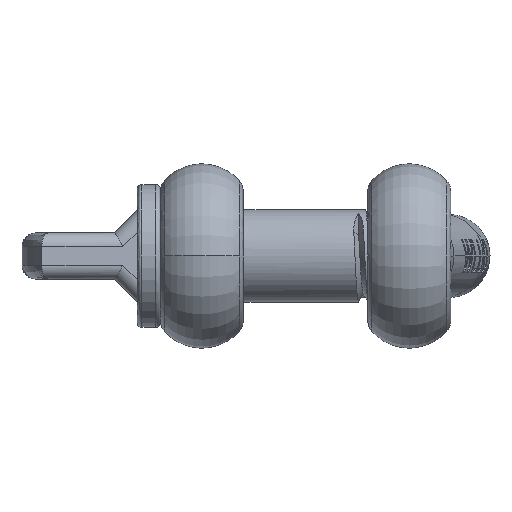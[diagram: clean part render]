
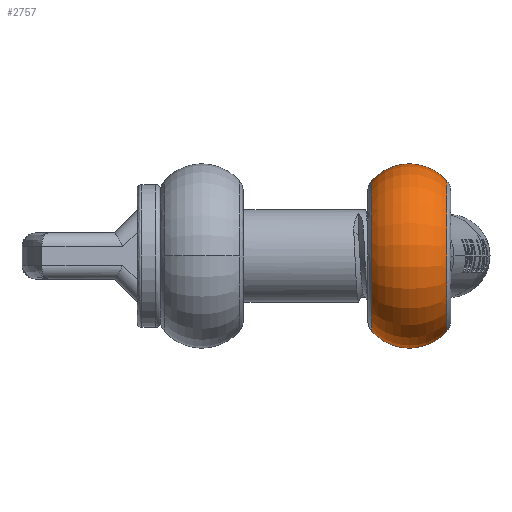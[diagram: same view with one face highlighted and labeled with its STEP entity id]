
A CAD part, front view. The second image highlights one B-rep face of the part: STEP entity #2757.
In plain terms, the highlighted toroidal (fillet/blend) face has major radius 4.6 mm and minor radius 5.4 mm.
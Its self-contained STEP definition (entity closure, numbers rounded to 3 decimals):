
#2757 = ADVANCED_FACE ( 'NONE', ( #6586 ), #6589, .T. ) ;
#2758 = EDGE_LOOP ( 'NONE', ( #3291, #3292, #3295, #3298 ) ) ;
#3047 = VERTEX_POINT ( 'NONE', #8342 ) ;
#3049 = EDGE_CURVE ( 'NONE', #3047, #3050, #8264, .T. ) ;
#3050 = VERTEX_POINT ( 'NONE', #8259 ) ;
#3291 = ORIENTED_EDGE ( 'NONE', *, *, #3049, .F. ) ;
#3292 = ORIENTED_EDGE ( 'NONE', *, *, #3293, .T. ) ;
#3293 = EDGE_CURVE ( 'NONE', #3047, #3294, #12638, .T. ) ;
#3294 = VERTEX_POINT ( 'NONE', #12716 ) ;
#3295 = ORIENTED_EDGE ( 'NONE', *, *, #3296, .T. ) ;
#3296 = EDGE_CURVE ( 'NONE', #3294, #3297, #12715, .T. ) ;
#3297 = VERTEX_POINT ( 'NONE', #12710 ) ;
#3298 = ORIENTED_EDGE ( 'NONE', *, *, #3299, .T. ) ;
#3299 = EDGE_CURVE ( 'NONE', #3297, #3050, #12605, .T. ) ;
#6577 = DIRECTION ( 'NONE',  ( 0., 0., -1. ) ) ;
#6578 = DIRECTION ( 'NONE',  ( 1., 0., 0. ) ) ;
#6580 = CARTESIAN_POINT ( 'NONE',  ( 11.25, 0., 0. ) ) ;
#6582 = AXIS2_PLACEMENT_3D ( 'NONE', #6580, #6578, #6577 ) ;
#6586 = FACE_OUTER_BOUND ( 'NONE', #2758, .T. ) ;
#6589 = TOROIDAL_SURFACE ( 'NONE', #6582, 4.6, 5.4 ) ;
#8259 = CARTESIAN_POINT ( 'NONE',  ( 15.3, 0., 8.172 ) ) ;
#8260 = DIRECTION ( 'NONE',  ( 0., 0., 1. ) ) ;
#8261 = DIRECTION ( 'NONE',  ( 0., 1., 0. ) ) ;
#8262 = CARTESIAN_POINT ( 'NONE',  ( 11.25, 0., 4.6 ) ) ;
#8263 = AXIS2_PLACEMENT_3D ( 'NONE', #8262, #8261, #8260 ) ;
#8264 = CIRCLE ( 'NONE', #8263, 5.4 ) ;
#8342 = CARTESIAN_POINT ( 'NONE',  ( 7.2, 0., 8.172 ) ) ;
#12601 = DIRECTION ( 'NONE',  ( 0., 0., -1. ) ) ;
#12602 = DIRECTION ( 'NONE',  ( -1., 0., 0. ) ) ;
#12603 = CARTESIAN_POINT ( 'NONE',  ( 15.3, 0., 0. ) ) ;
#12604 = AXIS2_PLACEMENT_3D ( 'NONE', #12603, #12602, #12601 ) ;
#12605 = CIRCLE ( 'NONE', #12604, 8.172 ) ;
#12638 = CIRCLE ( 'NONE', #12642, 8.172 ) ;
#12642 = AXIS2_PLACEMENT_3D ( 'NONE', #12719, #12718, #12717 ) ;
#12710 = CARTESIAN_POINT ( 'NONE',  ( 15.3, 0., -8.172 ) ) ;
#12711 = DIRECTION ( 'NONE',  ( 0., 0., -1. ) ) ;
#12712 = DIRECTION ( 'NONE',  ( 0., -1., 0. ) ) ;
#12713 = CARTESIAN_POINT ( 'NONE',  ( 11.25, 0., -4.6 ) ) ;
#12714 = AXIS2_PLACEMENT_3D ( 'NONE', #12713, #12712, #12711 ) ;
#12715 = CIRCLE ( 'NONE', #12714, 5.4 ) ;
#12716 = CARTESIAN_POINT ( 'NONE',  ( 7.2, 0., -8.172 ) ) ;
#12717 = DIRECTION ( 'NONE',  ( 0., 0., -1. ) ) ;
#12718 = DIRECTION ( 'NONE',  ( 1., 0., 0. ) ) ;
#12719 = CARTESIAN_POINT ( 'NONE',  ( 7.2, 0., 0. ) ) ;
